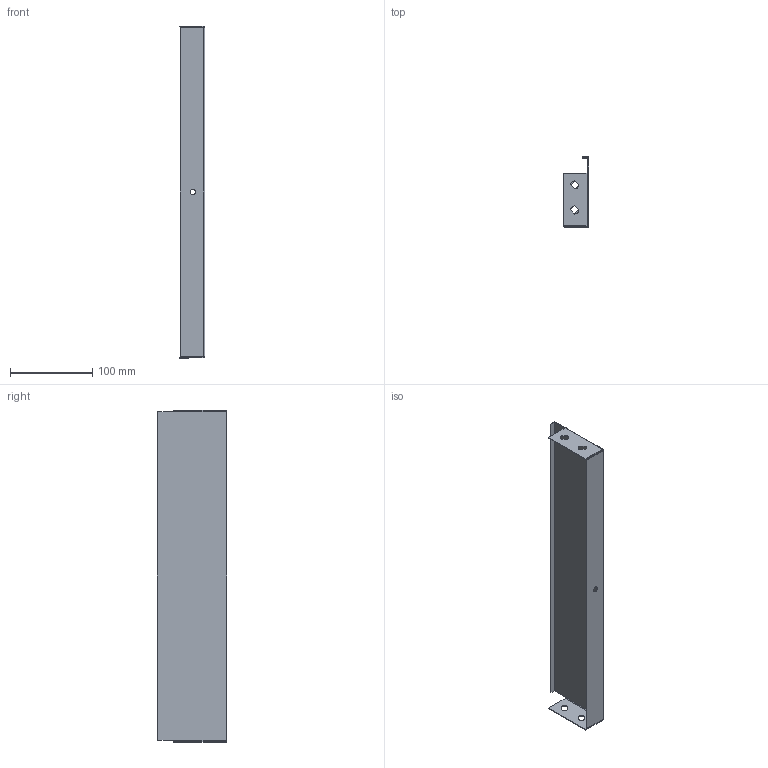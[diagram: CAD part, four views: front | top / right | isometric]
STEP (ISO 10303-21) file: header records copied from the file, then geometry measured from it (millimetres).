
FILE_DESCRIPTION (( 'STEP AP203' ), '1' );
FILE_NAME ('Çàãëóøêà ÒÑ_37266.STEP', '2012-11-09T08:44:14', ( 'Àñååâ' ), ( '' ), 'SwSTEP 2.0', 'SolidWorks 2012', '' );
FILE_SCHEMA (( 'CONFIG_CONTROL_DESIGN' ));
Length unit declared in the file: millimetre
Products named in the file (1): ч蜱齁罻 眒_37266
Bounding box: 30.8 x 85 x 404 mm (x, y, z)
Volume: 41394 mm3; surface area: 104529 mm2
Topology: 1 solids, 1 shells, 55 faces, 128 edges, 75 vertices
Faces by surface type: plane 40, cylinder 15
Full cylindrical faces by diameter (mm): 6.5 x1
Entity records: 1607 total; most frequent: DIRECTION 268, CARTESIAN_POINT 256, ORIENTED_EDGE 252, EDGE_CURVE 126, VECTOR 96, LINE 96, AXIS2_PLACEMENT_3D 86, VERTEX_POINT 74
